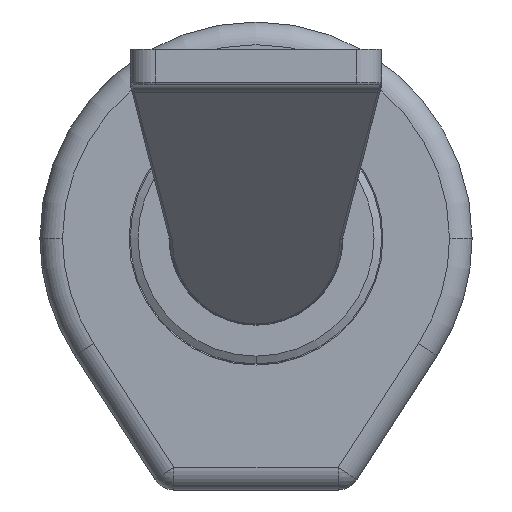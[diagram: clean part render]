
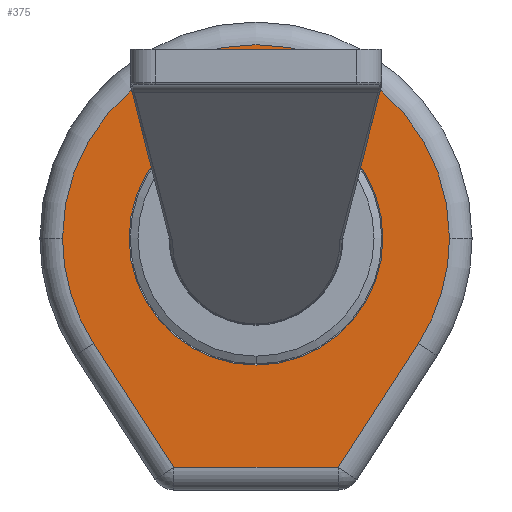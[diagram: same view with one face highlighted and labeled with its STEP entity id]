
A CAD part, left-side view. The second image highlights one B-rep face of the part: STEP entity #375.
In plain terms, the highlighted planar face has unit normal (-1, 0, 0).
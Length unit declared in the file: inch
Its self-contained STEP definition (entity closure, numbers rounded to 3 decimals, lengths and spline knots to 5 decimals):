
#50 = CARTESIAN_POINT ( 'NONE',  ( -2.3, 0., 0. ) ) ;
#89 = ORIENTED_EDGE ( 'NONE', *, *, #3878, .T. ) ;
#142 = ORIENTED_EDGE ( 'NONE', *, *, #1337, .T. ) ;
#279 = ORIENTED_EDGE ( 'NONE', *, *, #1438, .T. ) ;
#375 = ADVANCED_FACE ( 'NONE', ( #2657, #3919 ), #2825, .T. ) ;
#470 = DIRECTION ( 'NONE',  ( -1., 0., 0. ) ) ;
#554 = LINE ( 'NONE', #3719, #3648 ) ;
#572 = DIRECTION ( 'NONE',  ( -1., 0., 0. ) ) ;
#579 = CIRCLE ( 'NONE', #642, 0.5045 ) ;
#585 = CIRCLE ( 'NONE', #2569, 0.769 ) ;
#609 = EDGE_CURVE ( 'NONE', #3069, #2203, #585, .T. ) ;
#642 = AXIS2_PLACEMENT_3D ( 'NONE', #3339, #2098, #3304 ) ;
#659 = CARTESIAN_POINT ( 'NONE',  ( -2.3, 0., 0. ) ) ;
#703 = DIRECTION ( 'NONE',  ( 0., -1., 0. ) ) ;
#783 = VERTEX_POINT ( 'NONE', #3972 ) ;
#839 = EDGE_CURVE ( 'NONE', #1324, #783, #579, .T. ) ;
#880 = CARTESIAN_POINT ( 'NONE',  ( -2.3, -0.5045, 0. ) ) ;
#892 = CARTESIAN_POINT ( 'NONE',  ( -2.3, -0.32607, -0.911 ) ) ;
#970 = CARTESIAN_POINT ( 'NONE',  ( -2.3, -0.64539, -0.41813 ) ) ;
#991 = CARTESIAN_POINT ( 'NONE',  ( -2.3, -0.64539, -0.41813 ) ) ;
#1054 = ORIENTED_EDGE ( 'NONE', *, *, #1926, .T. ) ;
#1063 = CARTESIAN_POINT ( 'NONE',  ( -2.3, -0.769, 0. ) ) ;
#1082 = CARTESIAN_POINT ( 'NONE',  ( -2.3, 0.32607, -0.911 ) ) ;
#1138 = VERTEX_POINT ( 'NONE', #3067 ) ;
#1167 = DIRECTION ( 'NONE',  ( 0., 1., 0. ) ) ;
#1245 = CIRCLE ( 'NONE', #1257, 0.769 ) ;
#1257 = AXIS2_PLACEMENT_3D ( 'NONE', #3727, #2472, #1865 ) ;
#1281 = VERTEX_POINT ( 'NONE', #892 ) ;
#1324 = VERTEX_POINT ( 'NONE', #880 ) ;
#1337 = EDGE_CURVE ( 'NONE', #3821, #1138, #3245, .T. ) ;
#1345 = ORIENTED_EDGE ( 'NONE', *, *, #3269, .T. ) ;
#1438 = EDGE_CURVE ( 'NONE', #1281, #3069, #2405, .T. ) ;
#1707 = AXIS2_PLACEMENT_3D ( 'NONE', #2057, #572, #1167 ) ;
#1748 = ORIENTED_EDGE ( 'NONE', *, *, #609, .T. ) ;
#1774 = VECTOR ( 'NONE', #3076, 39.37008 ) ;
#1798 = VECTOR ( 'NONE', #703, 39.37008 ) ;
#1858 = ORIENTED_EDGE ( 'NONE', *, *, #3376, .T. ) ;
#1865 = DIRECTION ( 'NONE',  ( 0., 1., 0. ) ) ;
#1926 = EDGE_CURVE ( 'NONE', #2203, #3821, #1245, .T. ) ;
#1937 = CARTESIAN_POINT ( 'NONE',  ( -2.3, -0.375, -0.911 ) ) ;
#1996 = CARTESIAN_POINT ( 'NONE',  ( -2.3, 0., 0. ) ) ;
#2057 = CARTESIAN_POINT ( 'NONE',  ( -2.3, 0., 0. ) ) ;
#2098 = DIRECTION ( 'NONE',  ( 1., 0., 0. ) ) ;
#2149 = AXIS2_PLACEMENT_3D ( 'NONE', #50, #2800, #2820 ) ;
#2203 = VERTEX_POINT ( 'NONE', #1063 ) ;
#2249 = EDGE_LOOP ( 'NONE', ( #279, #1748, #1054, #142, #1345, #1858 ) ) ;
#2405 = LINE ( 'NONE', #970, #1774 ) ;
#2419 = CIRCLE ( 'NONE', #2149, 0.5045 ) ;
#2472 = DIRECTION ( 'NONE',  ( -1., 0., 0. ) ) ;
#2569 = AXIS2_PLACEMENT_3D ( 'NONE', #1996, #470, #3546 ) ;
#2657 = FACE_OUTER_BOUND ( 'NONE', #2249, .T. ) ;
#2703 = AXIS2_PLACEMENT_3D ( 'NONE', #659, #3754, #3099 ) ;
#2800 = DIRECTION ( 'NONE',  ( 1., 0., 0. ) ) ;
#2820 = DIRECTION ( 'NONE',  ( 0., -1., 0. ) ) ;
#2825 = PLANE ( 'NONE',  #2703 ) ;
#3067 = CARTESIAN_POINT ( 'NONE',  ( -2.3, 0.64539, -0.41813 ) ) ;
#3069 = VERTEX_POINT ( 'NONE', #991 ) ;
#3076 = DIRECTION ( 'NONE',  ( 0., -0.544, 0.839 ) ) ;
#3099 = DIRECTION ( 'NONE',  ( 0., 1., 0. ) ) ;
#3119 = ORIENTED_EDGE ( 'NONE', *, *, #839, .T. ) ;
#3245 = CIRCLE ( 'NONE', #1707, 0.769 ) ;
#3269 = EDGE_CURVE ( 'NONE', #1138, #3670, #554, .T. ) ;
#3304 = DIRECTION ( 'NONE',  ( 0., -1., 0. ) ) ;
#3339 = CARTESIAN_POINT ( 'NONE',  ( -2.3, 0., 0. ) ) ;
#3376 = EDGE_CURVE ( 'NONE', #3670, #1281, #3895, .T. ) ;
#3420 = DIRECTION ( 'NONE',  ( 0., -0.544, -0.839 ) ) ;
#3546 = DIRECTION ( 'NONE',  ( 0., 1., 0. ) ) ;
#3648 = VECTOR ( 'NONE', #3420, 39.37008 ) ;
#3670 = VERTEX_POINT ( 'NONE', #1082 ) ;
#3671 = CARTESIAN_POINT ( 'NONE',  ( -2.3, 0.769, 0. ) ) ;
#3719 = CARTESIAN_POINT ( 'NONE',  ( -2.3, 0.29947, -0.95206 ) ) ;
#3727 = CARTESIAN_POINT ( 'NONE',  ( -2.3, 0., 0. ) ) ;
#3754 = DIRECTION ( 'NONE',  ( -1., 0., 0. ) ) ;
#3821 = VERTEX_POINT ( 'NONE', #3671 ) ;
#3878 = EDGE_CURVE ( 'NONE', #783, #1324, #2419, .T. ) ;
#3895 = LINE ( 'NONE', #1937, #1798 ) ;
#3919 = FACE_BOUND ( 'NONE', #3997, .T. ) ;
#3972 = CARTESIAN_POINT ( 'NONE',  ( -2.3, 0.5045, 0. ) ) ;
#3997 = EDGE_LOOP ( 'NONE', ( #3119, #89 ) ) ;
